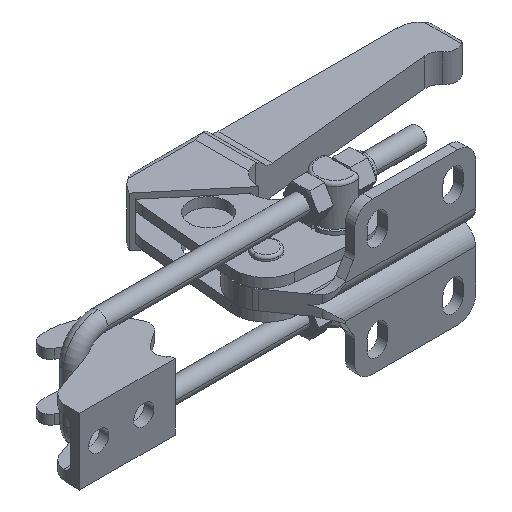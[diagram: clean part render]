
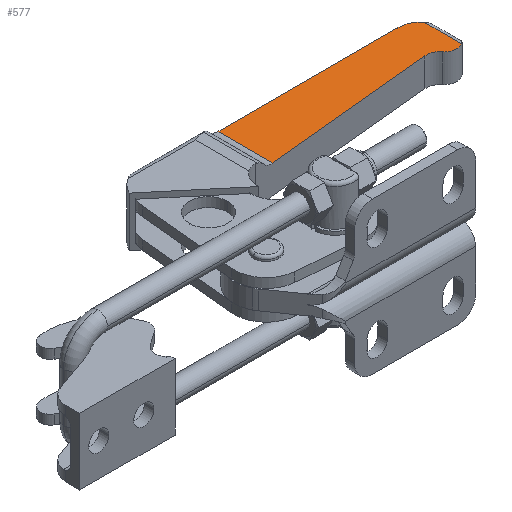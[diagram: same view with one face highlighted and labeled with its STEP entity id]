
A CAD part, isometric view. The second image highlights one B-rep face of the part: STEP entity #577.
In plain terms, the highlighted planar face has unit normal (0, 0, 1).
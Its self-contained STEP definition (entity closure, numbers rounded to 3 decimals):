
#577 = ADVANCED_FACE( '', ( #1258 ), #1259, .F. );
#1258 = FACE_OUTER_BOUND( '', #1962, .T. );
#1259 = PLANE( '', #1963 );
#1962 = EDGE_LOOP( '', ( #4656, #4657, #4658, #4659, #4660, #4661, #4662 ) );
#1963 = AXIS2_PLACEMENT_3D( '', #4663, #4664, #4665 );
#4656 = ORIENTED_EDGE( '', *, *, #5742, .F. );
#4657 = ORIENTED_EDGE( '', *, *, #5743, .F. );
#4658 = ORIENTED_EDGE( '', *, *, #5744, .F. );
#4659 = ORIENTED_EDGE( '', *, *, #5741, .F. );
#4660 = ORIENTED_EDGE( '', *, *, #5745, .F. );
#4661 = ORIENTED_EDGE( '', *, *, #5746, .F. );
#4662 = ORIENTED_EDGE( '', *, *, #5716, .T. );
#4663 = CARTESIAN_POINT( '', ( 119.364, 100., 38. ) );
#4664 = DIRECTION( '', ( 0., 0., -1. ) );
#4665 = DIRECTION( '', ( 1., 0., 0. ) );
#5716 = EDGE_CURVE( '', #7217, #7214, #7218, .T. );
#5741 = EDGE_CURVE( '', #7259, #7255, #7261, .T. );
#5742 = EDGE_CURVE( '', #7262, #7214, #7263, .T. );
#5743 = EDGE_CURVE( '', #7264, #7262, #7265, .T. );
#5744 = EDGE_CURVE( '', #7255, #7264, #7266, .T. );
#5745 = EDGE_CURVE( '', #7267, #7259, #7268, .T. );
#5746 = EDGE_CURVE( '', #7217, #7267, #7269, .T. );
#7214 = VERTEX_POINT( '', #10296 );
#7217 = VERTEX_POINT( '', #10299 );
#7218 = LINE( '', #10300, #10301 );
#7255 = VERTEX_POINT( '', #10413 );
#7259 = VERTEX_POINT( '', #10443 );
#7261 = LINE( '', #10468, #10469 );
#7262 = VERTEX_POINT( '', #10470 );
#7263 = LINE( '', #10471, #10472 );
#7264 = VERTEX_POINT( '', #10473 );
#7265 = CIRCLE( '', #10474, 6. );
#7266 = CIRCLE( '', #10475, 5.3 );
#7267 = VERTEX_POINT( '', #10476 );
#7268 = CIRCLE( '', #10477, 10. );
#7269 = LINE( '', #10478, #10479 );
#10296 = CARTESIAN_POINT( '', ( 35.953, 60.248, 38. ) );
#10299 = CARTESIAN_POINT( '', ( 35.953, 83.244, 38. ) );
#10300 = CARTESIAN_POINT( '', ( 35.953, 100., 38. ) );
#10301 = VECTOR( '', #11969, 1. );
#10413 = CARTESIAN_POINT( '', ( 119.364, 63.895, 38. ) );
#10443 = CARTESIAN_POINT( '', ( 119.364, 79.858, 38. ) );
#10468 = CARTESIAN_POINT( '', ( 119.364, 100., 38. ) );
#10469 = VECTOR( '', #12002, 1. );
#10470 = CARTESIAN_POINT( '', ( 107.23, 67.216, 38. ) );
#10471 = CARTESIAN_POINT( '', ( 114.827, 67.958, 38. ) );
#10472 = VECTOR( '', #12003, 1. );
#10473 = CARTESIAN_POINT( '', ( 112.46, 65.04, 38. ) );
#10474 = AXIS2_PLACEMENT_3D( '', #12004, #12005, #12006 );
#10475 = AXIS2_PLACEMENT_3D( '', #12007, #12008, #12009 );
#10476 = CARTESIAN_POINT( '', ( 111.864, 83.244, 38. ) );
#10477 = AXIS2_PLACEMENT_3D( '', #12010, #12011, #12012 );
#10478 = CARTESIAN_POINT( '', ( 61.599, 83.244, 38. ) );
#10479 = VECTOR( '', #12013, 1. );
#11969 = DIRECTION( '', ( 0., -1., 0. ) );
#12002 = DIRECTION( '', ( 0., -1., 0. ) );
#12003 = DIRECTION( '', ( -0.995, -0.097, 0. ) );
#12004 = CARTESIAN_POINT( '', ( 107.814, 61.244, 38. ) );
#12005 = DIRECTION( '', ( 0., 0., 1. ) );
#12006 = DIRECTION( '', ( -0.097, 0.995, 0. ) );
#12007 = CARTESIAN_POINT( '', ( 116.564, 68.394, 38. ) );
#12008 = DIRECTION( '', ( 0., 0., -1. ) );
#12009 = DIRECTION( '', ( -0.774, -0.633, 0. ) );
#12010 = CARTESIAN_POINT( '', ( 111.864, 73.244, 38. ) );
#12011 = DIRECTION( '', ( 0., 0., -1. ) );
#12012 = DIRECTION( '', ( 1., 0., 0. ) );
#12013 = DIRECTION( '', ( 1., 0., 0. ) );
